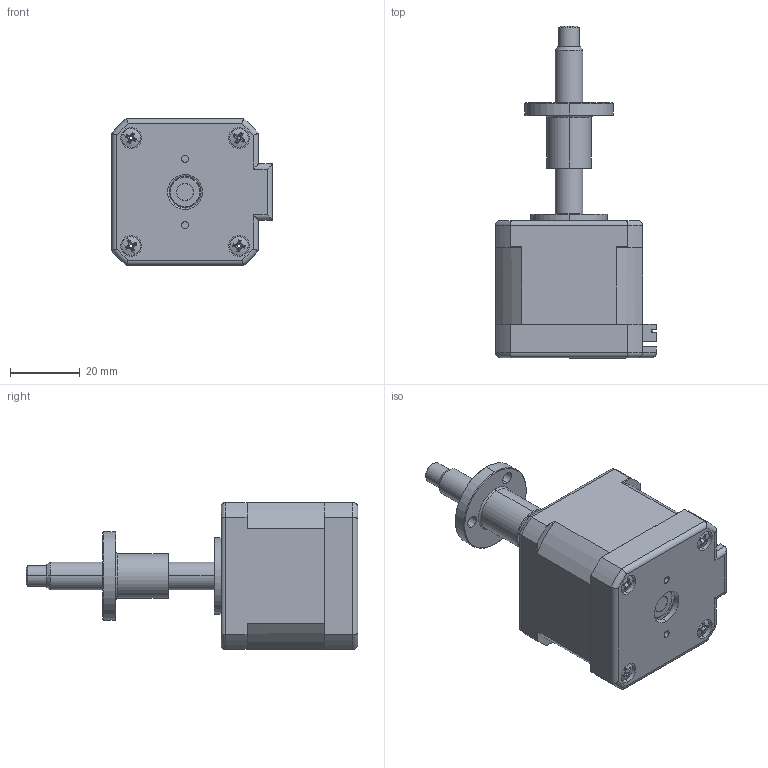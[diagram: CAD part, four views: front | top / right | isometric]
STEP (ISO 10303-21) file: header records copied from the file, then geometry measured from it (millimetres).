
FILE_DESCRIPTION (( 'STEP AP203' ), '1' );
FILE_NAME ('LE172S-T08012-50-AR3-S-100.STEP', '2018-08-10T10:28:26', ( '' ), ( '' ), 'SwSTEP 2.0', 'SolidWorks 2014', '' );
FILE_SCHEMA (( 'CONFIG_CONTROL_DESIGN' ));
Length unit declared in the file: millimetre
Products named in the file (1): LE172S-T08012-50-AR3-S-100
Bounding box: 46.2 x 95.3 x 42.2 mm (x, y, z)
Surface area: 16726.6 mm2 (no closed solid volume)
Topology: 0 solids, 16 shells, 330 faces, 1004 edges, 692 vertices
Faces by surface type: plane 174, cylinder 82, cone 52, torus 14, sphere 8
Entity records: 11751 total; most frequent: CARTESIAN_POINT 2755, DIRECTION 1822, ORIENTED_EDGE 1767, EDGE_CURVE 1004, VERTEX_POINT 692, AXIS2_PLACEMENT_3D 615, LINE 592, VECTOR 592
